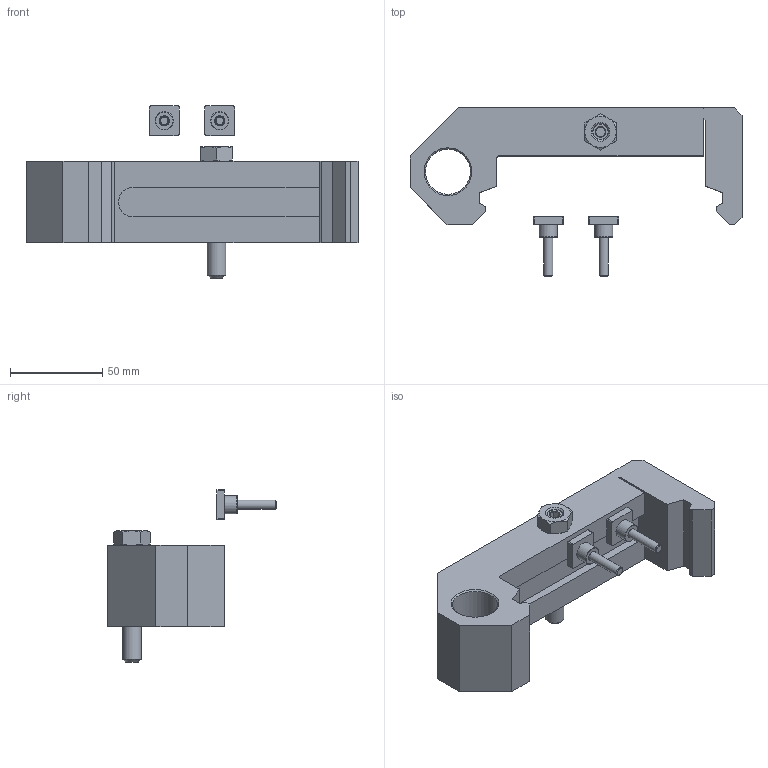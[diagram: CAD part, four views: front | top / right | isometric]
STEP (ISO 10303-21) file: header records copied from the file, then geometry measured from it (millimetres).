
FILE_DESCRIPTION(/* description */ ('STEP AP214'),/* implementation_level */ '2;1');
FILE_NAME(/* name */ '158913_KYP-80',/* time_stamp */ '2024-08-29T19:47:39+02:00',/* author */ ('License CC BY-ND 4.0'),/* organization */ ('CADENAS'),/* preprocessor_version */ 'ST-DEVELOPER v19.3',/* originating_system */ 'PARTsolutions',/* authorisation */ ' ');
FILE_SCHEMA (('AUTOMOTIVE_DESIGN {1 0 10303 214 3 1 1}'));
Length unit declared in the file: millimetre
Products named in the file (6): 158913 KYP-80; 158913 KYP-80---(part); DIN-913 - M10x70; DIN 934 - M10(F); 345275 KYP-50/63/80; Senkschraube DIN 7991 M5x32
Assembly tree (7 placements, depth 2):
  158913 KYP-80
    158913 KYP-80---(part)
    DIN-913 - M10x70
    DIN 934 - M10(F)
    345275 KYP-50/63/80  x2
    Senkschraube DIN 7991 M5x32  x2
Bounding box: 179.5 x 91 x 93 mm (x, y, z)
Volume: 254226.3 mm3; surface area: 48586.6 mm2
Topology: 7 solids, 7 shells, 144 faces, 337 edges, 210 vertices
Faces by surface type: plane 90, cone 26, cylinder 24, torus 4
Full cylindrical faces by diameter (mm): 5 x2, 5.5 x2, 8.376 x2, 9.9 x2, 10 x3, 24.376 x1
Entity records: 3146 total; most frequent: CARTESIAN_POINT 610, DIRECTION 493, ORIENTED_EDGE 452, EDGE_CURVE 226, AXIS2_PLACEMENT_3D 175, VERTEX_POINT 156, FACE_BOUND 144, LINE 143
